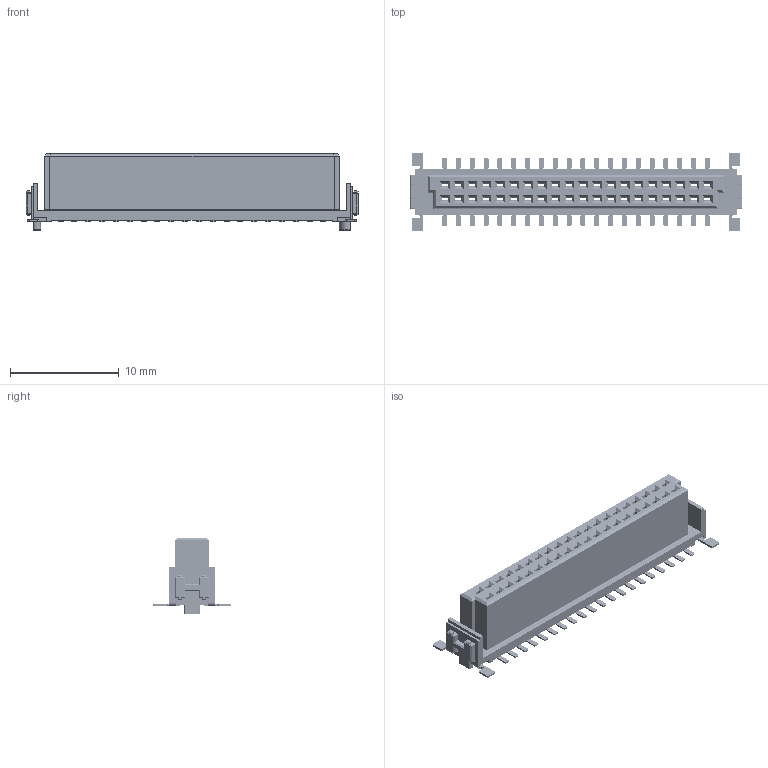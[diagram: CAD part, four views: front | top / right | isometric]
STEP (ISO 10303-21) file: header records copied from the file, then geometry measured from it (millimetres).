
FILE_DESCRIPTION((''),'2;1');
FILE_NAME('M55-6004042_ASM','2021-06-22T08:44:11',('mrudkin'),(''),'CREO PARAMETRIC BY PTC INC, 2020154','CREO PARAMETRIC BY PTC INC, 2020154','');
FILE_SCHEMA(('CONFIG_CONTROL_DESIGN','SHAPE_APPEARANCE_LAYERS_GROUPS'));
Length unit declared in the file: millimetre
Products named in the file (4): M55-60040_MOULD; M55-600_CONTACT; M55-700_STRAP; M55-6004042_ASM
Assembly tree (43 placements, depth 2):
  M55-6004042_ASM
    M55-60040_MOULD
    M55-600_CONTACT  x40
    M55-700_STRAP  x2
Bounding box: 30.48 x 7.2 x 7 mm (x, y, z)
Volume: 382 mm3; surface area: 2579.7 mm2
Topology: 43 solids, 43 shells, 6933 faces, 16950 edges, 10130 vertices
Faces by surface type: cylinder 2719, plane 2355, torus 1120, bspline 400, sphere 320, cone 19
Entity records: 36942 total; most frequent: CARTESIAN_POINT 5335, ORIENTED_EDGE 4668, DIRECTION 4539, PRESENTATION_STYLE_ASSIGNMENT 2478, STYLED_ITEM 2337, CURVE_STYLE 2334, EDGE_CURVE 2334, VECTOR 2027
